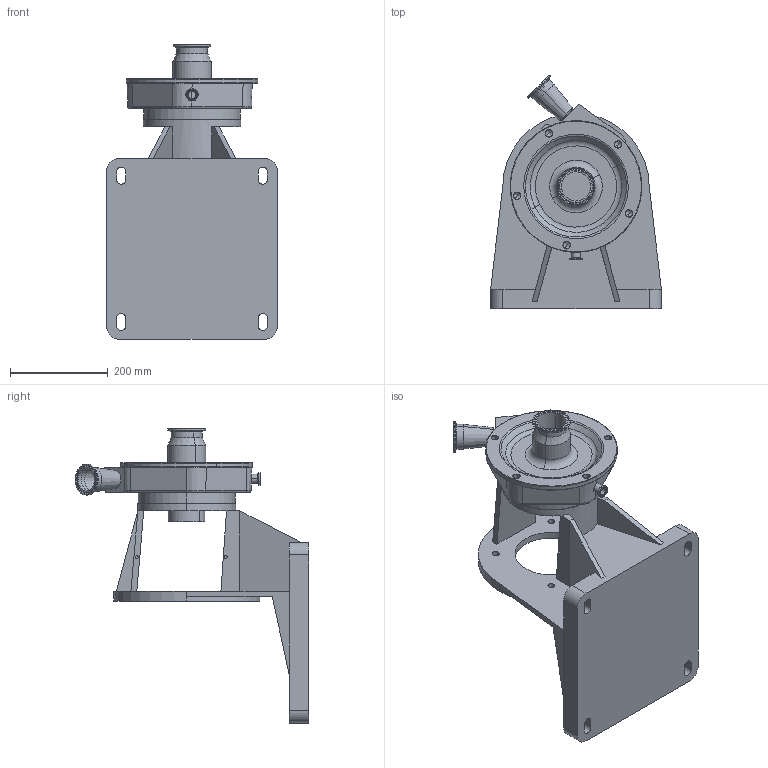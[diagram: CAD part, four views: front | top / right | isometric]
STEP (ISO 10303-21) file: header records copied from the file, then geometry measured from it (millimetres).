
FILE_DESCRIPTION (( 'STEP AP214' ), '1' );
FILE_NAME ('FP 1742-1732 280TSC 45L 3-4 In STR DRAIN.STEP', '2023-05-05T16:45:59', ( '' ), ( '' ), 'SwSTEP 2.0', 'SolidWorks 2023', '' );
FILE_SCHEMA (( 'AUTOMOTIVE_DESIGN' ));
Length unit declared in the file: millimetre
Products named in the file (1): FP 1742-1732 280TSC 45L 3-4 In STR DRAIN
Bounding box: 350 x 478.36 x 603 mm (x, y, z)
Volume: 12659923.4 mm3; surface area: 1002791.3 mm2
Topology: 1 solids, 5 shells, 354 faces, 789 edges, 472 vertices
Faces by surface type: cylinder 121, plane 105, cone 73, torus 53, bspline 1, sphere 1
Entity records: 9928 total; most frequent: DIRECTION 1905, CARTESIAN_POINT 1758, ORIENTED_EDGE 1558, AXIS2_PLACEMENT_3D 788, EDGE_CURVE 779, VERTEX_POINT 472, CIRCLE 434, EDGE_LOOP 411
